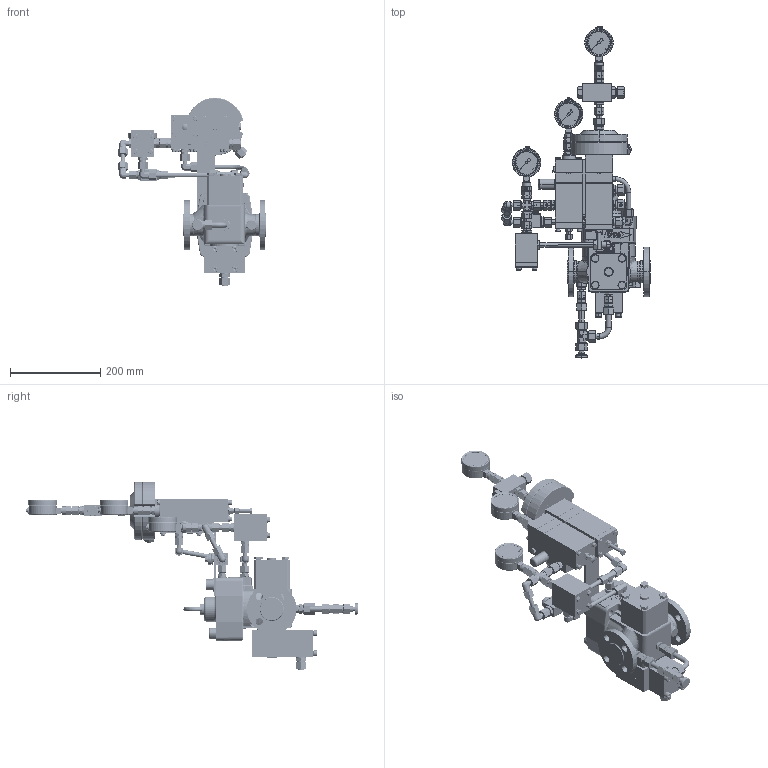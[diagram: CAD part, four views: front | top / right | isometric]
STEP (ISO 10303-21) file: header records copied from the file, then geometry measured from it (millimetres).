
FILE_DESCRIPTION (( 'STEP AP214' ), '1' );
FILE_NAME ('HON5020SSV_DN25_class600_HON630(GR).STEP', '2019-09-30T07:42:30', ( '' ), ( '' ), 'SwSTEP 2.0', 'SolidWorks 2017', '' );
FILE_SCHEMA (( 'AUTOMOTIVE_DESIGN' ));
Length unit declared in the file: millimetre
Products named in the file (1): HON5020SSV_DN25_class600_HON630(GR)
Bounding box: 328.92 x 735.89 x 417.5 mm (x, y, z)
Volume: 6537390.5 mm3; surface area: 777667.7 mm2
Topology: 132 solids, 132 shells, 4980 faces, 11350 edges, 6894 vertices
Faces by surface type: plane 2044, cone 1225, cylinder 978, bspline 417, torus 283, sphere 33
Entity records: 183326 total; most frequent: CARTESIAN_POINT 62887, ORIENTED_EDGE 22592, DIRECTION 21235, EDGE_CURVE 11296, AXIS2_PLACEMENT_3D 8395, VERTEX_POINT 6892, EDGE_LOOP 5314, FACE_OUTER_BOUND 4980
